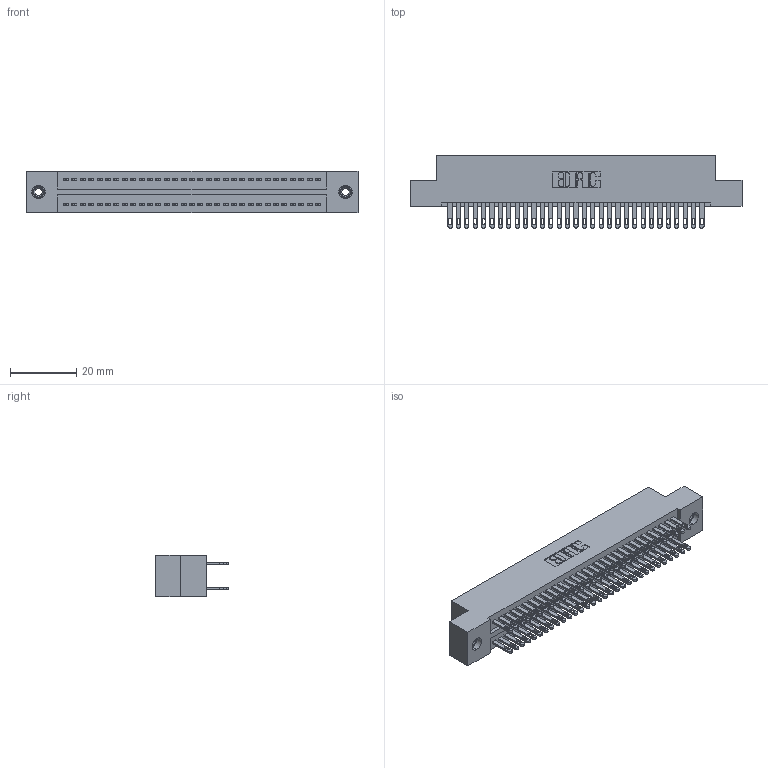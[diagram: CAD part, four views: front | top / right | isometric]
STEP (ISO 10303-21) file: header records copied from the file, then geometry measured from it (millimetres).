
FILE_DESCRIPTION (( 'STEP AP203' ), '1' );
FILE_NAME ('325-062-500-208.STEP', '2020-02-25T02:55:52', ( '' ), ( '' ), 'SwSTEP 2.0', 'SolidWorks 2016', '' );
FILE_SCHEMA (( 'CONFIG_CONTROL_DESIGN' ));
Length unit declared in the file: inch
Products named in the file (4): 345-250-001_345-250-003-102; 325-062-500-208; 325 Part_TI; 325-292-001_325-293-100
Assembly tree (65 placements, depth 2):
  325-062-500-208
    325 Part_TI
    325-292-001_325-293-100  x62
    345-250-001_345-250-003-102  x2
Bounding box: 100.46 x 21.84 x 12.45 mm (x, y, z)
Volume: 13052.8 mm3; surface area: 16199.8 mm2
Topology: 65 solids, 65 shells, 3150 faces, 9561 edges, 6366 vertices
Faces by surface type: plane 1962, cylinder 1172, cone 12, torus 4
Entity records: 22482 total; most frequent: CARTESIAN_POINT 3721, ORIENTED_EDGE 3650, DIRECTION 3231, EDGE_CURVE 1825, LINE 1673, VECTOR 1673, VERTEX_POINT 1212, AXIS2_PLACEMENT_3D 779
